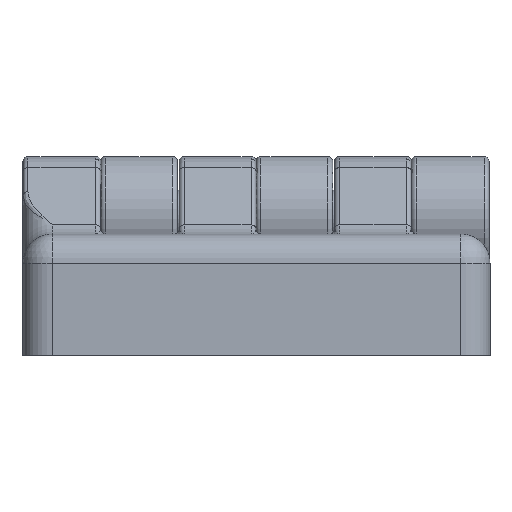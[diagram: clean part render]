
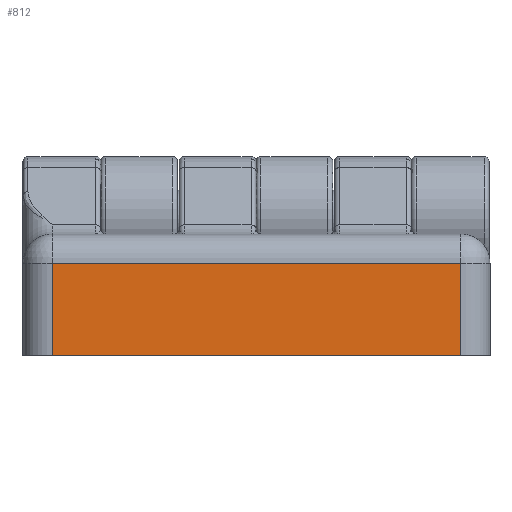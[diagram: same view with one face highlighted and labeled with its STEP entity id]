
A CAD part, front view. The second image highlights one B-rep face of the part: STEP entity #812.
In plain terms, the highlighted planar face has unit normal (0, -1, 0).
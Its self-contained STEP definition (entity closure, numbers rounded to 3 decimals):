
#812 = ADVANCED_FACE( '', ( #1688 ), #1689, .T. );
#1688 = FACE_OUTER_BOUND( '', #4305, .T. );
#1689 = PLANE( '', #4306 );
#4305 = EDGE_LOOP( '', ( #6718, #6719, #6720, #6721 ) );
#4306 = AXIS2_PLACEMENT_3D( '', #6722, #6723, #6724 );
#6718 = ORIENTED_EDGE( '', *, *, #7684, .T. );
#6719 = ORIENTED_EDGE( '', *, *, #7707, .T. );
#6720 = ORIENTED_EDGE( '', *, *, #7710, .T. );
#6721 = ORIENTED_EDGE( '', *, *, #7956, .F. );
#6722 = CARTESIAN_POINT( '', ( 24.05, -8.5, 12.5 ) );
#6723 = DIRECTION( '', ( 0., -1., 0. ) );
#6724 = DIRECTION( '', ( 0., 0., -1. ) );
#7684 = EDGE_CURVE( '', #9007, #8680, #9008, .F. );
#7707 = EDGE_CURVE( '', #8680, #8902, #9035, .T. );
#7710 = EDGE_CURVE( '', #8902, #9038, #9039, .T. );
#7956 = EDGE_CURVE( '', #9007, #9038, #9335, .T. );
#8680 = VERTEX_POINT( '', #10902 );
#8902 = VERTEX_POINT( '', #11370 );
#9007 = VERTEX_POINT( '', #11627 );
#9008 = LINE( '', #11628, #11629 );
#9035 = LINE( '', #11661, #11662 );
#9038 = VERTEX_POINT( '', #11666 );
#9039 = LINE( '', #11667, #11668 );
#9335 = LINE( '', #12312, #12313 );
#10902 = CARTESIAN_POINT( '', ( 21.05, -8.5, 9.5 ) );
#11370 = CARTESIAN_POINT( '', ( -21.05, -8.5, 9.5 ) );
#11627 = CARTESIAN_POINT( '', ( 21.05, -8.5, 0. ) );
#11628 = CARTESIAN_POINT( '', ( 21.05, -8.5, 12.5 ) );
#11629 = VECTOR( '', #13341, 1000. );
#11661 = CARTESIAN_POINT( '', ( -21.05, -8.5, 9.5 ) );
#11662 = VECTOR( '', #13371, 1000. );
#11666 = CARTESIAN_POINT( '', ( -21.05, -8.5, 0. ) );
#11667 = CARTESIAN_POINT( '', ( -21.05, -8.5, 12.5 ) );
#11668 = VECTOR( '', #13373, 1000. );
#12312 = CARTESIAN_POINT( '', ( 24.05, -8.5, 0. ) );
#12313 = VECTOR( '', #13644, 1000. );
#13341 = DIRECTION( '', ( 0., 0., -1. ) );
#13371 = DIRECTION( '', ( -1., 0., 0. ) );
#13373 = DIRECTION( '', ( 0., 0., -1. ) );
#13644 = DIRECTION( '', ( -1., 0., 0. ) );
